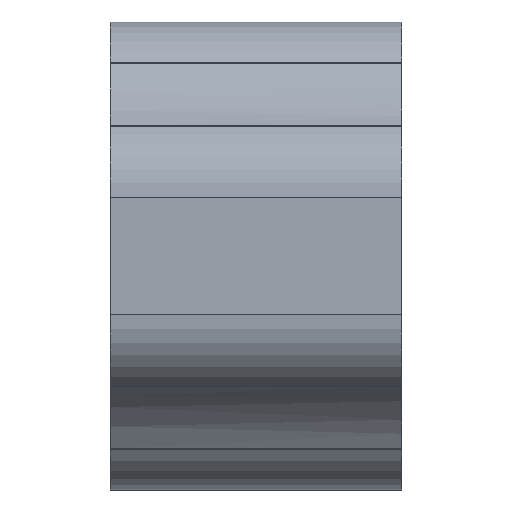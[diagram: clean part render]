
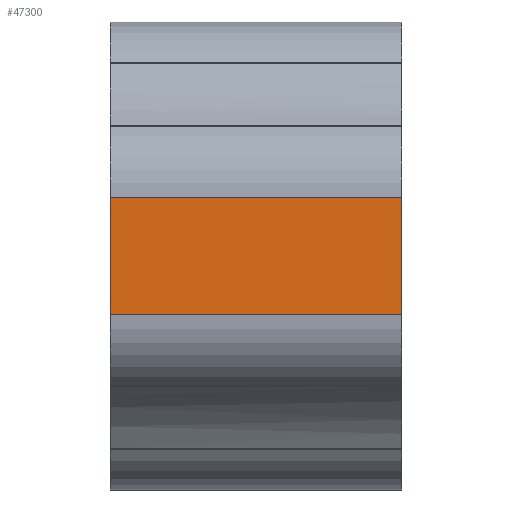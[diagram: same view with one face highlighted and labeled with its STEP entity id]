
A CAD part, front view. The second image highlights one B-rep face of the part: STEP entity #47300.
In plain terms, the highlighted free-form (B-spline) face has degree [1, 1] with [2, 2] control points.
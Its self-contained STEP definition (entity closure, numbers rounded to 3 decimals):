
#46950 = CARTESIAN_POINT ('', (-19.05, -67.567, 24.564));
#46960 = VERTEX_POINT ('', #46950);
#46970 = CARTESIAN_POINT ('', (-19.05, -67.567, 39.894));
#46980 = VERTEX_POINT ('', #46970);
#46990 = CARTESIAN_POINT ('', (-19.05, -67.567, 24.564));
#47000 = CARTESIAN_POINT ('', (-19.05, -67.567, 39.894));
#47010 = B_SPLINE_CURVE_WITH_KNOTS ('', 1, (#46990, #47000), .UNSPECIFIED., .F., .U., (2, 2), (0., 1.), .UNSPECIFIED.);
#47020 = EDGE_CURVE ('', #46960, #46980, #47010, .T.);
#47030 = ORIENTED_EDGE ('', *, *, #47020, .F.);
#47040 = CARTESIAN_POINT ('', (19.05, -67.567, 24.564));
#47050 = VERTEX_POINT ('', #47040);
#47060 = CARTESIAN_POINT ('', (-19.05, -67.567, 24.564));
#47070 = CARTESIAN_POINT ('', (19.05, -67.567, 24.564));
#47080 = B_SPLINE_CURVE_WITH_KNOTS ('', 1, (#47060, #47070), .UNSPECIFIED., .F., .U., (2, 2), (0., 1.), .UNSPECIFIED.);
#47090 = EDGE_CURVE ('', #46960, #47050, #47080, .T.);
#47100 = ORIENTED_EDGE ('', *, *, #47090, .T.);
#47110 = CARTESIAN_POINT ('', (19.05, -67.567, 39.894));
#47120 = VERTEX_POINT ('', #47110);
#47130 = CARTESIAN_POINT ('', (19.05, -67.567, 39.894));
#47140 = CARTESIAN_POINT ('', (19.05, -67.567, 24.564));
#47150 = B_SPLINE_CURVE_WITH_KNOTS ('', 1, (#47130, #47140), .UNSPECIFIED., .F., .U., (2, 2), (0., 1.), .UNSPECIFIED.);
#47160 = EDGE_CURVE ('', #47120, #47050, #47150, .T.);
#47170 = ORIENTED_EDGE ('', *, *, #47160, .F.);
#47180 = CARTESIAN_POINT ('', (-19.05, -67.567, 39.894));
#47190 = CARTESIAN_POINT ('', (19.05, -67.567, 39.894));
#47200 = B_SPLINE_CURVE_WITH_KNOTS ('', 1, (#47180, #47190), .UNSPECIFIED., .F., .U., (2, 2), (0., 1.), .UNSPECIFIED.);
#47210 = EDGE_CURVE ('', #46980, #47120, #47200, .T.);
#47220 = ORIENTED_EDGE ('', *, *, #47210, .F.);
#47230 = EDGE_LOOP ('', (#47030, #47100, #47170, #47220));
#47240 = FACE_OUTER_BOUND ('', #47230, .T.);
#47250 = CARTESIAN_POINT ('', (-19.05, -67.567, 39.894));
#47260 = CARTESIAN_POINT ('', (19.05, -67.567, 39.894));
#47270 = CARTESIAN_POINT ('', (-19.05, -67.567, 24.564));
#47280 = CARTESIAN_POINT ('', (19.05, -67.567, 24.564));
#47290 = B_SPLINE_SURFACE_WITH_KNOTS ('', 1, 1, ((#47250, #47260), (#47270, #47280)), .UNSPECIFIED., .F., .F., .U., (2, 2), (2, 2), (0., 1.), (0., 1.), .UNSPECIFIED.);
#47300 = ADVANCED_FACE ('', (#47240), #47290, .T.);
